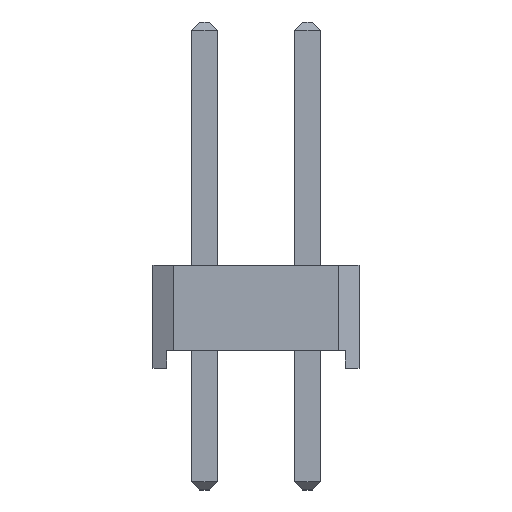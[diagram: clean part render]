
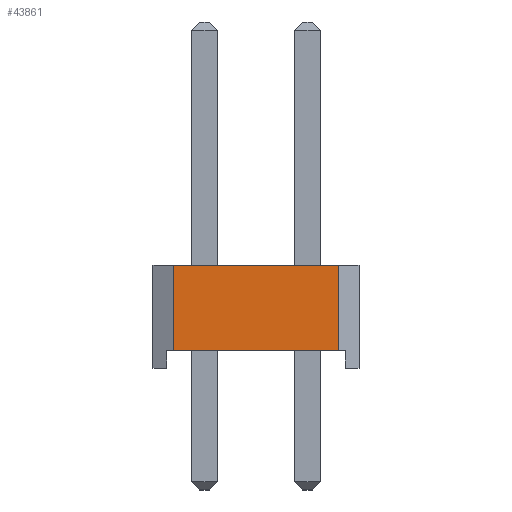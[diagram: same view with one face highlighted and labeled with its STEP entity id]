
A CAD part, front view. The second image highlights one B-rep face of the part: STEP entity #43861.
In plain terms, the highlighted face is planar.
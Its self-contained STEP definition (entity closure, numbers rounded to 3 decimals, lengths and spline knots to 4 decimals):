
#1628=ORIENTED_EDGE('',*,*,#10040,.T.);
#1629=ORIENTED_EDGE('',*,*,#9476,.T.);
#1630=ORIENTED_EDGE('',*,*,#10041,.F.);
#1631=ORIENTED_EDGE('',*,*,#9759,.F.);
#9476=EDGE_CURVE('',#13882,#13883,#16606,.T.);
#9759=EDGE_CURVE('',#13964,#13965,#16889,.T.);
#10040=EDGE_CURVE('',#13964,#13882,#17170,.T.);
#10041=EDGE_CURVE('',#13965,#13883,#17171,.T.);
#13882=VERTEX_POINT('',#56777);
#13883=VERTEX_POINT('',#56778);
#13964=VERTEX_POINT('',#57221);
#13965=VERTEX_POINT('',#57223);
#16606=LINE('',#56776,#21012);
#16889=LINE('',#57222,#21295);
#17170=LINE('',#57665,#21576);
#17171=LINE('',#57666,#21577);
#21012=VECTOR('',#48200,1000.);
#21295=VECTOR('',#48643,1000.);
#21576=VECTOR('',#49086,1000.);
#21577=VECTOR('',#49087,1000.);
#25099=EDGE_LOOP('',(#1628,#1629,#1630,#1631));
#27103=FACE_BOUND('',#25099,.T.);
#29107=PLANE('',#45712);
#43861=ADVANCED_FACE('',(#27103),#29107,.F.);
#45712=AXIS2_PLACEMENT_3D('',#57664,#49084,#49085);
#48200=DIRECTION('',(0.,1.,0.));
#48643=DIRECTION('',(0.,1.,0.));
#49084=DIRECTION('',(-1.,0.,0.));
#49085=DIRECTION('',(0.,0.,1.));
#49086=DIRECTION('',(0.,0.,-1.));
#49087=DIRECTION('',(0.,0.,-1.));
#56776=CARTESIAN_POINT('',(50.8,0.,-3.31));
#56777=CARTESIAN_POINT('',(50.8,-0.8321,-3.31));
#56778=CARTESIAN_POINT('',(50.8,1.27,-3.31));
#57221=CARTESIAN_POINT('',(50.8,-0.8321,0.77));
#57222=CARTESIAN_POINT('',(50.8,0.,0.77));
#57223=CARTESIAN_POINT('',(50.8,1.27,0.77));
#57664=CARTESIAN_POINT('',(50.8,0.,0.));
#57665=CARTESIAN_POINT('',(50.8,-0.8321,0.93));
#57666=CARTESIAN_POINT('',(50.8,1.27,1.27));
